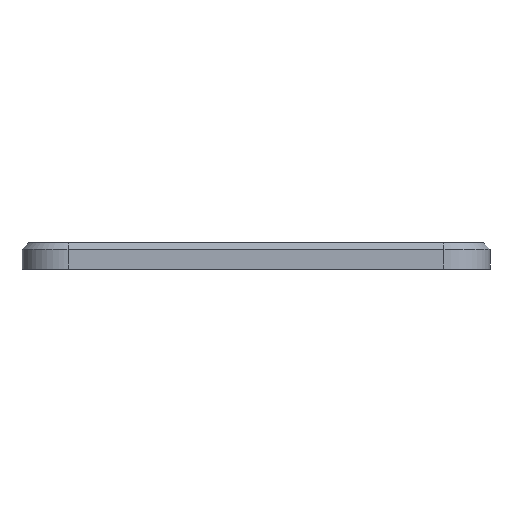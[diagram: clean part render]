
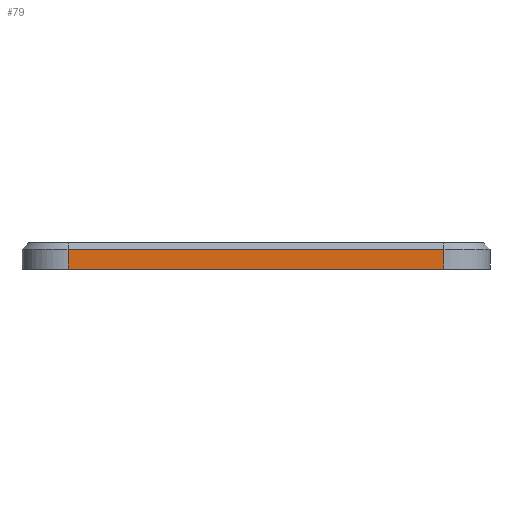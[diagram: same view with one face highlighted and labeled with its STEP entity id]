
A CAD part, left-side view. The second image highlights one B-rep face of the part: STEP entity #79.
In plain terms, the highlighted planar face has unit normal (-1, 0, 0).
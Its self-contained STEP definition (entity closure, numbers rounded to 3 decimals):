
#79=ADVANCED_FACE('',(#180),#1542,.T.);
#180=FACE_OUTER_BOUND('',#291,.T.);
#291=EDGE_LOOP('',(#615,#616,#617,#618));
#615=ORIENTED_EDGE('',*,*,#974,.F.);
#616=ORIENTED_EDGE('',*,*,#946,.T.);
#617=ORIENTED_EDGE('',*,*,#976,.T.);
#618=ORIENTED_EDGE('',*,*,#977,.F.);
#946=EDGE_CURVE('',#1395,#1396,#1069,.T.);
#974=EDGE_CURVE('',#1395,#1418,#1238,.T.);
#976=EDGE_CURVE('',#1396,#1419,#1239,.T.);
#977=EDGE_CURVE('',#1418,#1419,#1240,.T.);
#1069=(
BOUNDED_CURVE()
B_SPLINE_CURVE(3,(#2367,#2368,#2369,#2370),.UNSPECIFIED.,.F.,.F.)
B_SPLINE_CURVE_WITH_KNOTS((4,4),(-939.539,-882.389),
 .UNSPECIFIED.)
CURVE()
GEOMETRIC_REPRESENTATION_ITEM()
RATIONAL_B_SPLINE_CURVE((1.,1.,1.,1.))
REPRESENTATION_ITEM('')
);
#1238=B_SPLINE_CURVE_WITH_KNOTS('',1,(#2485,#2486),.UNSPECIFIED.,.F.,.F.,
(2,2),(0.,2.),.UNSPECIFIED.);
#1239=B_SPLINE_CURVE_WITH_KNOTS('',1,(#2490,#2491),.UNSPECIFIED.,.F.,.F.,
(2,2),(0.,2.),.UNSPECIFIED.);
#1240=B_SPLINE_CURVE_WITH_KNOTS('',1,(#2492,#2493),.UNSPECIFIED.,.F.,.F.,
(2,2),(0.,57.15),.UNSPECIFIED.);
#1395=VERTEX_POINT('',#2050);
#1396=VERTEX_POINT('',#2051);
#1418=VERTEX_POINT('',#2073);
#1419=VERTEX_POINT('',#2074);
#1542=PLANE('',#1639);
#1639=AXIS2_PLACEMENT_3D('',#1817,#1728,$);
#1728=DIRECTION('',(-1.,0.,0.));
#1817=CARTESIAN_POINT('',(-64.15,28.325,3.209));
#2050=CARTESIAN_POINT('',(-64.15,28.325,3.209));
#2051=CARTESIAN_POINT('',(-64.15,-28.825,3.209));
#2073=CARTESIAN_POINT('',(-64.15,28.325,6.21));
#2074=CARTESIAN_POINT('',(-64.15,-28.825,6.21));
#2367=CARTESIAN_POINT('',(-64.15,28.325,3.209));
#2368=CARTESIAN_POINT('',(-64.15,9.275,3.209));
#2369=CARTESIAN_POINT('',(-64.15,-9.775,3.209));
#2370=CARTESIAN_POINT('',(-64.15,-28.825,3.209));
#2485=CARTESIAN_POINT('',(-64.15,28.325,3.209));
#2486=CARTESIAN_POINT('',(-64.15,28.325,6.21));
#2490=CARTESIAN_POINT('',(-64.15,-28.825,3.209));
#2491=CARTESIAN_POINT('',(-64.15,-28.825,6.21));
#2492=CARTESIAN_POINT('',(-64.15,28.325,6.21));
#2493=CARTESIAN_POINT('',(-64.15,-28.825,6.21));
